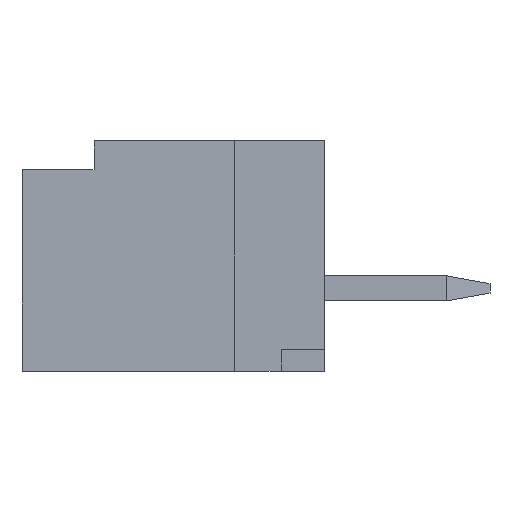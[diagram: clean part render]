
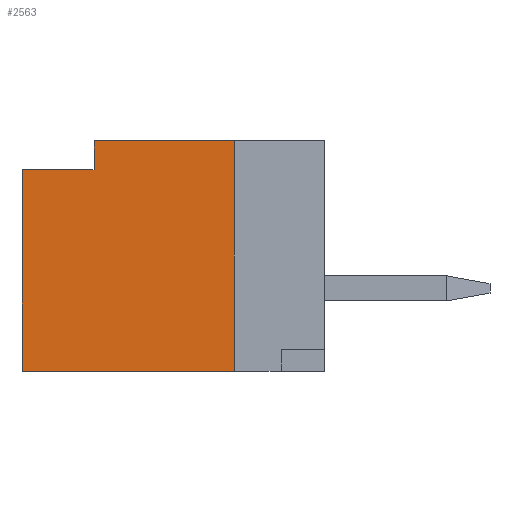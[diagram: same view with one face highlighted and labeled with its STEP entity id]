
A CAD part, left-side view. The second image highlights one B-rep face of the part: STEP entity #2563.
In plain terms, the highlighted planar face has unit normal (-1, 0, 0).
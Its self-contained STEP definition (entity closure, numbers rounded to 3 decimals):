
#179=FACE_OUTER_BOUND('',#318,.T.);
#318=EDGE_LOOP('',(#2269,#2270,#2271,#2272,#2273,#2274));
#556=LINE('',#3855,#900);
#590=LINE('',#3929,#934);
#655=LINE('',#4066,#999);
#658=LINE('',#4072,#1002);
#663=LINE('',#4083,#1007);
#664=LINE('',#4085,#1008);
#900=VECTOR('',#3162,3.6);
#934=VECTOR('',#3218,2.8);
#999=VECTOR('',#3341,1.);
#1002=VECTOR('',#3348,0.4);
#1007=VECTOR('',#3361,3.2);
#1008=VECTOR('',#3364,10.);
#1162=VERTEX_POINT('',#3852);
#1163=VERTEX_POINT('',#3854);
#1192=VERTEX_POINT('',#3928);
#1235=VERTEX_POINT('',#4065);
#1236=VERTEX_POINT('',#4071);
#1238=VERTEX_POINT('',#4081);
#1474=EDGE_CURVE('',#1162,#1163,#556,.T.);
#1510=EDGE_CURVE('',#1163,#1192,#590,.T.);
#1580=EDGE_CURVE('',#1192,#1235,#655,.T.);
#1583=EDGE_CURVE('',#1236,#1235,#658,.T.);
#1589=EDGE_CURVE('',#1236,#1238,#663,.T.);
#1590=EDGE_CURVE('',#1162,#1238,#664,.T.);
#2269=ORIENTED_EDGE('',*,*,#1590,.T.);
#2270=ORIENTED_EDGE('',*,*,#1589,.F.);
#2271=ORIENTED_EDGE('',*,*,#1583,.T.);
#2272=ORIENTED_EDGE('',*,*,#1580,.F.);
#2273=ORIENTED_EDGE('',*,*,#1510,.F.);
#2274=ORIENTED_EDGE('',*,*,#1474,.F.);
#2426=PLANE('',#2729);
#2563=ADVANCED_FACE('',(#179),#2426,.F.);
#2729=AXIS2_PLACEMENT_3D('',#4084,#3362,#3363);
#3162=DIRECTION('',(0.,1.,0.));
#3218=DIRECTION('',(0.,0.,1.));
#3341=DIRECTION('',(0.,-1.,0.));
#3348=DIRECTION('',(0.,0.,-1.));
#3361=DIRECTION('',(0.,-1.,0.));
#3362=DIRECTION('center_axis',(1.,0.,0.));
#3363=DIRECTION('ref_axis',(0.,-1.,0.));
#3364=DIRECTION('',(0.,0.,1.));
#3852=CARTESIAN_POINT('',(-2.75,-1.975,-1.6));
#3854=CARTESIAN_POINT('',(-2.75,0.975,-1.6));
#3855=CARTESIAN_POINT('',(-2.75,-2.625,-1.6));
#3928=CARTESIAN_POINT('',(-2.75,0.975,1.2));
#3929=CARTESIAN_POINT('',(-2.75,0.975,-1.6));
#4065=CARTESIAN_POINT('',(-2.75,-0.025,1.2));
#4066=CARTESIAN_POINT('',(-2.75,0.975,1.2));
#4071=CARTESIAN_POINT('',(-2.75,-0.025,1.6));
#4072=CARTESIAN_POINT('',(-2.75,-0.025,1.6));
#4081=CARTESIAN_POINT('',(-2.75,-1.975,1.6));
#4083=CARTESIAN_POINT('',(-2.75,-0.025,1.6));
#4084=CARTESIAN_POINT('Origin',(-2.75,0.,0.));
#4085=CARTESIAN_POINT('',(-2.75,-1.975,0.));
